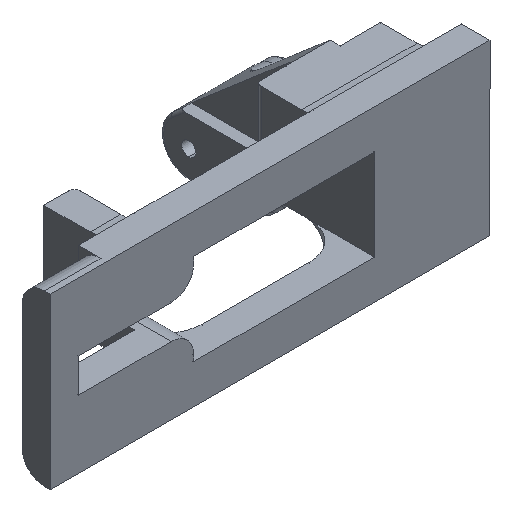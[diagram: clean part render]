
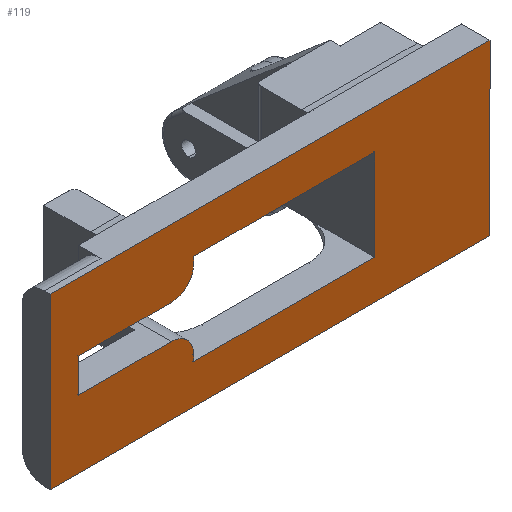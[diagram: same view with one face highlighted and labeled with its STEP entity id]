
A CAD part, isometric view. The second image highlights one B-rep face of the part: STEP entity #119.
In plain terms, the highlighted planar face has unit normal (0, -1, 0).
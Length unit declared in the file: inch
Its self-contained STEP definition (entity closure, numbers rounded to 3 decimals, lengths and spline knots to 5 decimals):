
#6 = EDGE_CURVE ( 'NONE', #1333, #924, #1121, .T. ) ;
#107 = AXIS2_PLACEMENT_3D ( 'NONE', #3080, #1810, #3045 ) ;
#112 = VECTOR ( 'NONE', #2333, 39.37008 ) ;
#119 = ADVANCED_FACE ( 'NONE', ( #3029, #814 ), #2090, .F. ) ;
#150 = DIRECTION ( 'NONE',  ( 1., 0., 0. ) ) ;
#163 = ORIENTED_EDGE ( 'NONE', *, *, #3050, .F. ) ;
#207 = EDGE_CURVE ( 'NONE', #3061, #2576, #853, .T. ) ;
#215 = CARTESIAN_POINT ( 'NONE',  ( -0.95817, 0., -0.2791 ) ) ;
#264 = VERTEX_POINT ( 'NONE', #1598 ) ;
#275 = VECTOR ( 'NONE', #1984, 39.37008 ) ;
#327 = CARTESIAN_POINT ( 'NONE',  ( -0.75817, 0., -0.4791 ) ) ;
#333 = VERTEX_POINT ( 'NONE', #1965 ) ;
#354 = LINE ( 'NONE', #2486, #2514 ) ;
#375 = CARTESIAN_POINT ( 'NONE',  ( -2.02983, 0., -0.8791 ) ) ;
#393 = ORIENTED_EDGE ( 'NONE', *, *, #1649, .T. ) ;
#419 = CARTESIAN_POINT ( 'NONE',  ( -0.17508, 0., -0.2791 ) ) ;
#439 = VECTOR ( 'NONE', #1857, 39.37008 ) ;
#462 = EDGE_CURVE ( 'NONE', #1902, #264, #1040, .T. ) ;
#505 = ORIENTED_EDGE ( 'NONE', *, *, #2914, .F. ) ;
#508 = DIRECTION ( 'NONE',  ( -1., 0., 0. ) ) ;
#553 = LINE ( 'NONE', #2591, #1635 ) ;
#563 = ORIENTED_EDGE ( 'NONE', *, *, #2266, .F. ) ;
#578 = EDGE_CURVE ( 'NONE', #1519, #2822, #1838, .T. ) ;
#612 = EDGE_CURVE ( 'NONE', #333, #2622, #1678, .T. ) ;
#614 = EDGE_LOOP ( 'NONE', ( #3083, #563, #651, #505 ) ) ;
#651 = ORIENTED_EDGE ( 'NONE', *, *, #612, .F. ) ;
#741 = CARTESIAN_POINT ( 'NONE',  ( -2.02983, 0., -0.8791 ) ) ;
#771 = AXIS2_PLACEMENT_3D ( 'NONE', #1990, #2004, #2244 ) ;
#814 = FACE_BOUND ( 'NONE', #2401, .T. ) ;
#853 = LINE ( 'NONE', #3138, #439 ) ;
#884 = VECTOR ( 'NONE', #1267, 39.37008 ) ;
#916 = CARTESIAN_POINT ( 'NONE',  ( -0.75817, 0., -0.53264 ) ) ;
#924 = VERTEX_POINT ( 'NONE', #1829 ) ;
#961 = CARTESIAN_POINT ( 'NONE',  ( -0.75817, 0., 0.27444 ) ) ;
#983 = CARTESIAN_POINT ( 'NONE',  ( 0.84419, 0., 0.27444 ) ) ;
#999 = VERTEX_POINT ( 'NONE', #327 ) ;
#1020 = CARTESIAN_POINT ( 'NONE',  ( -0.95817, 0., -0.4791 ) ) ;
#1040 = LINE ( 'NONE', #2554, #2839 ) ;
#1117 = VECTOR ( 'NONE', #2255, 39.37008 ) ;
#1121 = LINE ( 'NONE', #3295, #884 ) ;
#1148 = DIRECTION ( 'NONE',  ( 0., 0., 1. ) ) ;
#1227 = DIRECTION ( 'NONE',  ( -1., 0., 0. ) ) ;
#1267 = DIRECTION ( 'NONE',  ( 0., 0., -1. ) ) ;
#1333 = VERTEX_POINT ( 'NONE', #1775 ) ;
#1342 = CARTESIAN_POINT ( 'NONE',  ( -2.02983, 0., 0.6209 ) ) ;
#1396 = VECTOR ( 'NONE', #1931, 39.37008 ) ;
#1409 = ORIENTED_EDGE ( 'NONE', *, *, #2843, .T. ) ;
#1421 = LINE ( 'NONE', #375, #1870 ) ;
#1494 = VERTEX_POINT ( 'NONE', #215 ) ;
#1510 = DIRECTION ( 'NONE',  ( 0., -1., 0. ) ) ;
#1519 = VERTEX_POINT ( 'NONE', #2812 ) ;
#1592 = DIRECTION ( 'NONE',  ( 0., 0., -1. ) ) ;
#1598 = CARTESIAN_POINT ( 'NONE',  ( -0.75817, 0., -0.53264 ) ) ;
#1635 = VECTOR ( 'NONE', #1592, 39.37008 ) ;
#1649 = EDGE_CURVE ( 'NONE', #2576, #1902, #553, .T. ) ;
#1678 = LINE ( 'NONE', #2623, #112 ) ;
#1687 = CARTESIAN_POINT ( 'NONE',  ( -0.75817, 0., 0.2209 ) ) ;
#1692 = CARTESIAN_POINT ( 'NONE',  ( 0.84419, 0., -0.53264 ) ) ;
#1717 = LINE ( 'NONE', #419, #1117 ) ;
#1735 = VECTOR ( 'NONE', #1148, 39.37008 ) ;
#1775 = CARTESIAN_POINT ( 'NONE',  ( -1.77983, 0., 0.0209 ) ) ;
#1810 = DIRECTION ( 'NONE',  ( 0., -1., 0. ) ) ;
#1829 = CARTESIAN_POINT ( 'NONE',  ( -1.77983, 0., -0.2791 ) ) ;
#1838 = CIRCLE ( 'NONE', #107, 0.2 ) ;
#1857 = DIRECTION ( 'NONE',  ( 1., 0., 0. ) ) ;
#1870 = VECTOR ( 'NONE', #2934, 39.37008 ) ;
#1883 = ORIENTED_EDGE ( 'NONE', *, *, #6, .F. ) ;
#1902 = VERTEX_POINT ( 'NONE', #1692 ) ;
#1931 = DIRECTION ( 'NONE',  ( 0., 0., -1. ) ) ;
#1965 = CARTESIAN_POINT ( 'NONE',  ( 1.86584, 0., -0.8791 ) ) ;
#1984 = DIRECTION ( 'NONE',  ( 0., 0., 1. ) ) ;
#1990 = CARTESIAN_POINT ( 'NONE',  ( 0., 0., 0. ) ) ;
#2004 = DIRECTION ( 'NONE',  ( 0., 1., 0. ) ) ;
#2060 = ORIENTED_EDGE ( 'NONE', *, *, #578, .T. ) ;
#2090 = PLANE ( 'NONE',  #771 ) ;
#2100 = LINE ( 'NONE', #3189, #1396 ) ;
#2132 = VERTEX_POINT ( 'NONE', #2527 ) ;
#2244 = DIRECTION ( 'NONE',  ( 0., 0., 1. ) ) ;
#2245 = CARTESIAN_POINT ( 'NONE',  ( -0.75817, 0., -0.53264 ) ) ;
#2255 = DIRECTION ( 'NONE',  ( -1., 0., 0. ) ) ;
#2266 = EDGE_CURVE ( 'NONE', #2622, #2673, #1421, .T. ) ;
#2333 = DIRECTION ( 'NONE',  ( -1., 0., 0. ) ) ;
#2401 = EDGE_LOOP ( 'NONE', ( #1883, #163, #2060, #2719, #2945, #393, #2977, #1409, #3236, #2437 ) ) ;
#2437 = ORIENTED_EDGE ( 'NONE', *, *, #2998, .T. ) ;
#2486 = CARTESIAN_POINT ( 'NONE',  ( -0.17508, 0., 0.0209 ) ) ;
#2514 = VECTOR ( 'NONE', #1227, 39.37008 ) ;
#2527 = CARTESIAN_POINT ( 'NONE',  ( 1.86584, 0., 0.6209 ) ) ;
#2549 = EDGE_CURVE ( 'NONE', #999, #1494, #2889, .T. ) ;
#2554 = CARTESIAN_POINT ( 'NONE',  ( -0.75817, 0., -0.53264 ) ) ;
#2576 = VERTEX_POINT ( 'NONE', #983 ) ;
#2581 = LINE ( 'NONE', #916, #1735 ) ;
#2591 = CARTESIAN_POINT ( 'NONE',  ( 0.84419, 0., -0.53264 ) ) ;
#2607 = AXIS2_PLACEMENT_3D ( 'NONE', #1020, #1510, #3070 ) ;
#2622 = VERTEX_POINT ( 'NONE', #741 ) ;
#2623 = CARTESIAN_POINT ( 'NONE',  ( -1.02983, 0., -0.8791 ) ) ;
#2673 = VERTEX_POINT ( 'NONE', #1342 ) ;
#2685 = LINE ( 'NONE', #2245, #275 ) ;
#2719 = ORIENTED_EDGE ( 'NONE', *, *, #2979, .T. ) ;
#2812 = CARTESIAN_POINT ( 'NONE',  ( -0.95817, 0., 0.0209 ) ) ;
#2822 = VERTEX_POINT ( 'NONE', #1687 ) ;
#2839 = VECTOR ( 'NONE', #508, 39.37008 ) ;
#2843 = EDGE_CURVE ( 'NONE', #264, #999, #2581, .T. ) ;
#2860 = EDGE_CURVE ( 'NONE', #2673, #2132, #2924, .T. ) ;
#2889 = CIRCLE ( 'NONE', #2607, 0.2 ) ;
#2914 = EDGE_CURVE ( 'NONE', #2132, #333, #2100, .T. ) ;
#2924 = LINE ( 'NONE', #3213, #3139 ) ;
#2934 = DIRECTION ( 'NONE',  ( 0., 0., 1. ) ) ;
#2945 = ORIENTED_EDGE ( 'NONE', *, *, #207, .T. ) ;
#2977 = ORIENTED_EDGE ( 'NONE', *, *, #462, .T. ) ;
#2979 = EDGE_CURVE ( 'NONE', #2822, #3061, #2685, .T. ) ;
#2998 = EDGE_CURVE ( 'NONE', #1494, #924, #1717, .T. ) ;
#3029 = FACE_OUTER_BOUND ( 'NONE', #614, .T. ) ;
#3045 = DIRECTION ( 'NONE',  ( 0., 0., 1. ) ) ;
#3050 = EDGE_CURVE ( 'NONE', #1519, #1333, #354, .T. ) ;
#3061 = VERTEX_POINT ( 'NONE', #961 ) ;
#3070 = DIRECTION ( 'NONE',  ( 0., 0., 1. ) ) ;
#3080 = CARTESIAN_POINT ( 'NONE',  ( -0.95817, 0., 0.2209 ) ) ;
#3083 = ORIENTED_EDGE ( 'NONE', *, *, #2860, .F. ) ;
#3138 = CARTESIAN_POINT ( 'NONE',  ( -0.75817, 0., 0.27444 ) ) ;
#3139 = VECTOR ( 'NONE', #150, 39.37008 ) ;
#3189 = CARTESIAN_POINT ( 'NONE',  ( 1.86584, 0., 0.6209 ) ) ;
#3213 = CARTESIAN_POINT ( 'NONE',  ( -1.02983, 0., 0.6209 ) ) ;
#3236 = ORIENTED_EDGE ( 'NONE', *, *, #2549, .T. ) ;
#3295 = CARTESIAN_POINT ( 'NONE',  ( -1.77983, 0., 0.0709 ) ) ;
